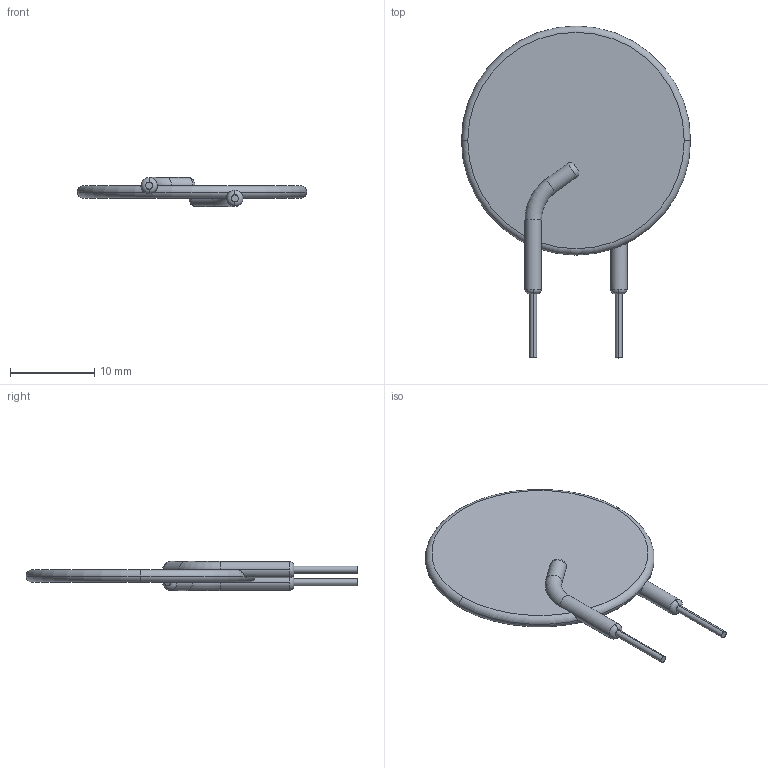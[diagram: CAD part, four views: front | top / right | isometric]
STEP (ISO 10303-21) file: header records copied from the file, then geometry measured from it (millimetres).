
FILE_DESCRIPTION (( 'STEP AP214' ), '1' );
FILE_NAME ('User Library-RXEF375.STEP', '2020-09-29T18:37:46', ( '' ), ( '' ), 'SwSTEP 2.0', 'SolidWorks 2020', '' );
FILE_SCHEMA (( 'AUTOMOTIVE_DESIGN' ));
Length unit declared in the file: millimetre
Products named in the file (3): RXEF375_T_Valor predeterminado; User Library-RXEF375; RXEF375_B_Valor predeterminado
Assembly tree (3 placements, depth 2):
  User Library-RXEF375
    RXEF375_B_Valor predeterminado
    RXEF375_T_Valor predeterminado  x2
Bounding box: 27.18 x 39.38 x 3.45 mm (x, y, z)
Volume: 925.2 mm3; surface area: 1475.4 mm2
Topology: 3 solids, 3 shells, 60 faces, 126 edges, 82 vertices
Faces by surface type: cylinder 28, plane 18, torus 14
Entity records: 1338 total; most frequent: DIRECTION 223, CARTESIAN_POINT 202, ORIENTED_EDGE 160, AXIS2_PLACEMENT_3D 101, EDGE_CURVE 80, CIRCLE 56, VERTEX_POINT 52, EDGE_LOOP 46
